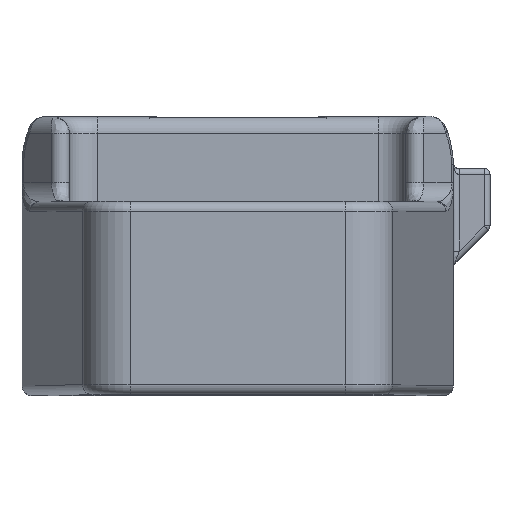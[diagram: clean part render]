
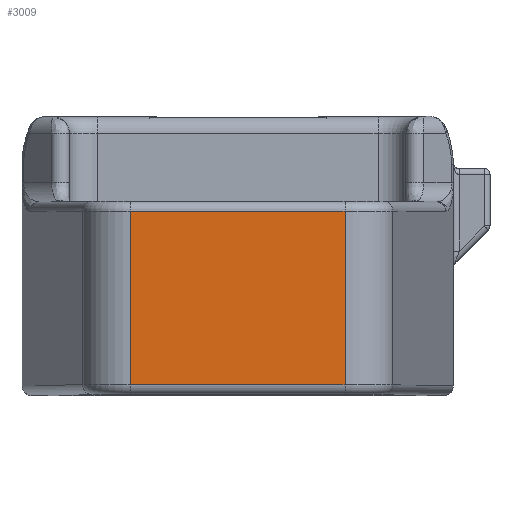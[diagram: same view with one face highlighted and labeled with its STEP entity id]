
A CAD part, top view. The second image highlights one B-rep face of the part: STEP entity #3009.
In plain terms, the highlighted planar face has unit normal (0, 0, 1).
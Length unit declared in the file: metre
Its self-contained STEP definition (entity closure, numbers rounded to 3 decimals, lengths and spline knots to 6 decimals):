
#845=ORIENTED_EDGE('',*,*,#1560,.F.);
#846=ORIENTED_EDGE('',*,*,#1431,.T.);
#847=ORIENTED_EDGE('',*,*,#1503,.T.);
#848=ORIENTED_EDGE('',*,*,#1356,.F.);
#1356=EDGE_CURVE('',#1784,#1786,#2037,.T.);
#1431=EDGE_CURVE('',#1835,#1839,#2069,.T.);
#1503=EDGE_CURVE('',#1839,#1786,#2106,.T.);
#1560=EDGE_CURVE('',#1835,#1784,#2151,.T.);
#1784=VERTEX_POINT('',#4590);
#1786=VERTEX_POINT('',#4596);
#1835=VERTEX_POINT('',#5056);
#1839=VERTEX_POINT('',#5068);
#2037=LINE('',#4599,#2271);
#2069=LINE('',#5069,#2303);
#2106=LINE('',#5491,#2340);
#2151=LINE('',#5611,#2385);
#2271=VECTOR('',#3610,1.);
#2303=VECTOR('',#3744,1.);
#2340=VECTOR('',#3871,1.);
#2385=VECTOR('',#3998,1.);
#2560=EDGE_LOOP('',(#845,#846,#847,#848));
#2758=FACE_BOUND('',#2560,.T.);
#2880=PLANE('',#3300);
#3009=ADVANCED_FACE('',(#2758),#2880,.T.);
#3300=AXIS2_PLACEMENT_3D('',#5612,#3999,#4000);
#3610=DIRECTION('',(-1.,0.,0.));
#3744=DIRECTION('',(-1.,0.,0.));
#3871=DIRECTION('',(0.,-1.,0.));
#3998=DIRECTION('',(0.,-1.,0.));
#3999=DIRECTION('',(0.,0.,1.));
#4000=DIRECTION('',(1.,0.,0.));
#4590=CARTESIAN_POINT('',(0.011128,0.0391,0.0594));
#4596=CARTESIAN_POINT('',(-0.011128,0.0391,0.0594));
#4599=CARTESIAN_POINT('',(0.011128,0.0391,0.0594));
#5056=CARTESIAN_POINT('',(0.011128,0.0571,0.0594));
#5068=CARTESIAN_POINT('',(-0.011128,0.0571,0.0594));
#5069=CARTESIAN_POINT('',(0.011128,0.0571,0.0594));
#5491=CARTESIAN_POINT('',(-0.011128,0.0571,0.0594));
#5611=CARTESIAN_POINT('',(0.011128,0.0571,0.0594));
#5612=CARTESIAN_POINT('',(0.,0.0581,0.0594));
